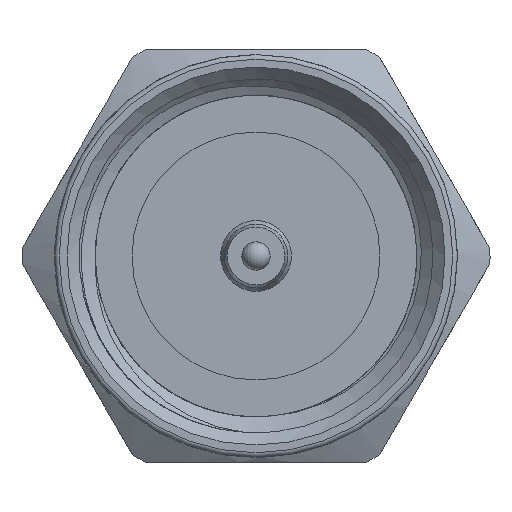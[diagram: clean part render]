
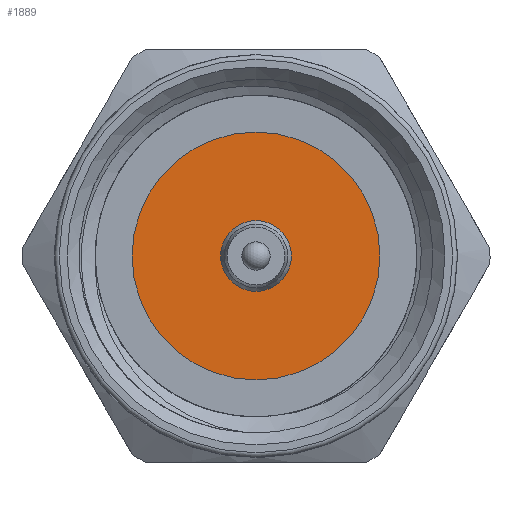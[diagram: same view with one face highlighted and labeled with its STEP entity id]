
A CAD part, left-side view. The second image highlights one B-rep face of the part: STEP entity #1889.
In plain terms, the highlighted planar face has unit normal (-1, 0, 0).
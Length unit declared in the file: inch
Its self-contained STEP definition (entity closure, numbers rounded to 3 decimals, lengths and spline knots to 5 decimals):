
#288 = VERTEX_POINT ( 'NONE', #2640 ) ;
#341 = DIRECTION ( 'NONE',  ( 0., 0., 1. ) ) ;
#535 = PLANE ( 'NONE',  #1295 ) ;
#568 = EDGE_CURVE ( 'NONE', #288, #288, #2883, .T. ) ;
#579 = AXIS2_PLACEMENT_3D ( 'NONE', #2737, #3340, #341 ) ;
#751 = CIRCLE ( 'NONE', #1954, 0.13129 ) ;
#1151 = VERTEX_POINT ( 'NONE', #2260 ) ;
#1295 = AXIS2_PLACEMENT_3D ( 'NONE', #1950, #2782, #2732 ) ;
#1692 = DIRECTION ( 'NONE',  ( -1., 0., 0. ) ) ;
#1827 = DIRECTION ( 'NONE',  ( 0., 0., 1. ) ) ;
#1889 = ADVANCED_FACE ( 'NONE', ( #3558, #1933 ), #535, .F. ) ;
#1933 = FACE_OUTER_BOUND ( 'NONE', #3188, .T. ) ;
#1950 = CARTESIAN_POINT ( 'NONE',  ( 0.51181, 0.13129, 0. ) ) ;
#1954 = AXIS2_PLACEMENT_3D ( 'NONE', #2795, #1692, #1827 ) ;
#2150 = ORIENTED_EDGE ( 'NONE', *, *, #2825, .T. ) ;
#2260 = CARTESIAN_POINT ( 'NONE',  ( 0.51181, 0., 0.13129 ) ) ;
#2380 = ORIENTED_EDGE ( 'NONE', *, *, #568, .F. ) ;
#2640 = CARTESIAN_POINT ( 'NONE',  ( 0.51181, 0., 0.03754 ) ) ;
#2732 = DIRECTION ( 'NONE',  ( 0., 0., -1. ) ) ;
#2737 = CARTESIAN_POINT ( 'NONE',  ( 0.51181, 0., 0. ) ) ;
#2782 = DIRECTION ( 'NONE',  ( 1., 0., 0. ) ) ;
#2795 = CARTESIAN_POINT ( 'NONE',  ( 0.51181, 0., 0. ) ) ;
#2825 = EDGE_CURVE ( 'NONE', #1151, #1151, #751, .T. ) ;
#2883 = CIRCLE ( 'NONE', #579, 0.03754 ) ;
#3188 = EDGE_LOOP ( 'NONE', ( #2150 ) ) ;
#3213 = EDGE_LOOP ( 'NONE', ( #2380 ) ) ;
#3340 = DIRECTION ( 'NONE',  ( -1., 0., 0. ) ) ;
#3558 = FACE_BOUND ( 'NONE', #3213, .T. ) ;
